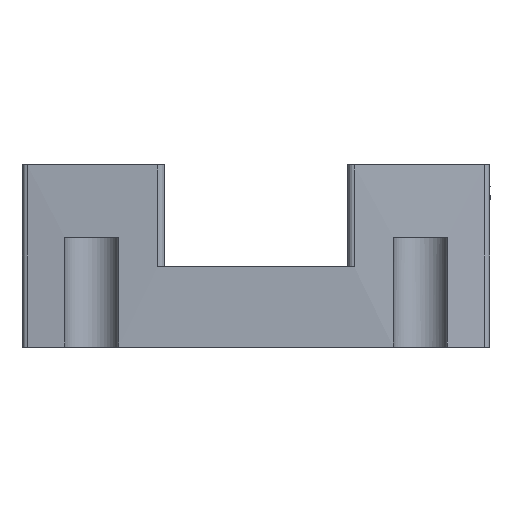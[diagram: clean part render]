
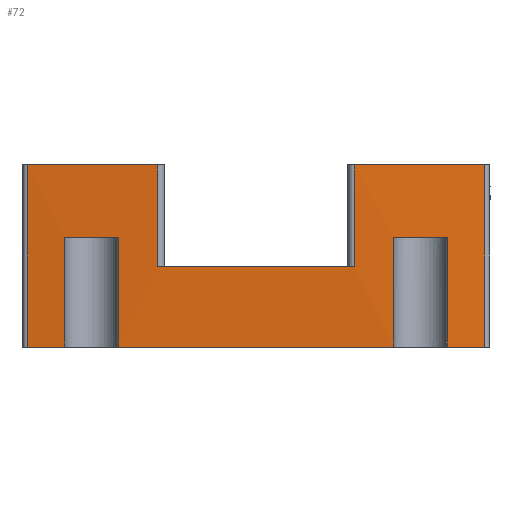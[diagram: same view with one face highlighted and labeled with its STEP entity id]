
A CAD part, left-side view. The second image highlights one B-rep face of the part: STEP entity #72.
In plain terms, the highlighted free-form (B-spline) face has degree [3, 1] with [4, 2] control points.
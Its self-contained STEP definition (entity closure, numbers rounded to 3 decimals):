
#72=ADVANCED_FACE('',(#198),#2087,.T.);
#198=FACE_OUTER_BOUND('',#336,.T.);
#336=EDGE_LOOP('',(#586,#587,#588,#589,#590,#591,#592,#593,#594,#595,#596,
#597,#598,#599,#600,#601));
#586=ORIENTED_EDGE('',*,*,#1238,.T.);
#587=ORIENTED_EDGE('',*,*,#1229,.F.);
#588=ORIENTED_EDGE('',*,*,#1237,.F.);
#589=ORIENTED_EDGE('',*,*,#1186,.T.);
#590=ORIENTED_EDGE('',*,*,#1240,.T.);
#591=ORIENTED_EDGE('',*,*,#1243,.T.);
#592=ORIENTED_EDGE('',*,*,#1239,.T.);
#593=ORIENTED_EDGE('',*,*,#1235,.F.);
#594=ORIENTED_EDGE('',*,*,#1232,.F.);
#595=ORIENTED_EDGE('',*,*,#1242,.T.);
#596=ORIENTED_EDGE('',*,*,#1233,.F.);
#597=ORIENTED_EDGE('',*,*,#1234,.F.);
#598=ORIENTED_EDGE('',*,*,#1231,.T.);
#599=ORIENTED_EDGE('',*,*,#1241,.F.);
#600=ORIENTED_EDGE('',*,*,#1230,.T.);
#601=ORIENTED_EDGE('',*,*,#1236,.F.);
#1186=EDGE_CURVE('',#1883,#1882,#1741,.T.);
#1229=EDGE_CURVE('',#1925,#1926,#1539,.T.);
#1230=EDGE_CURVE('',#1902,#1917,#1763,.T.);
#1231=EDGE_CURVE('',#1918,#1904,#1764,.T.);
#1232=EDGE_CURVE('',#1920,#1919,#1765,.T.);
#1233=EDGE_CURVE('',#1921,#1922,#1766,.T.);
#1234=EDGE_CURVE('',#1918,#1921,#1767,.T.);
#1235=EDGE_CURVE('',#1919,#1923,#1768,.T.);
#1236=EDGE_CURVE('',#1924,#1917,#1769,.T.);
#1237=EDGE_CURVE('',#1883,#1925,#1770,.T.);
#1238=EDGE_CURVE('',#1924,#1926,#1771,.T.);
#1239=EDGE_CURVE('',#1895,#1923,#1772,.T.);
#1240=EDGE_CURVE('',#1882,#1896,#1773,.T.);
#1241=EDGE_CURVE('',#1902,#1904,#1774,.T.);
#1242=EDGE_CURVE('',#1920,#1922,#1775,.T.);
#1243=EDGE_CURVE('',#1896,#1895,#1776,.T.);
#1539=(
BOUNDED_CURVE()
B_SPLINE_CURVE(3,(#3094,#3095,#3096,#3097),.UNSPECIFIED.,.F.,.F.)
B_SPLINE_CURVE_WITH_KNOTS((4,4),(31.529,46.007),
 .UNSPECIFIED.)
CURVE()
GEOMETRIC_REPRESENTATION_ITEM()
RATIONAL_B_SPLINE_CURVE((1.,1.,1.,1.))
REPRESENTATION_ITEM('')
);
#1741=B_SPLINE_CURVE_WITH_KNOTS('',3,(#2963,#2964,#2965,#2966,#2967,#2968,
#2969,#2970,#2971,#2972),.UNSPECIFIED.,.F.,.F.,(4,3,3,4),(15.085,
15.825,36.175,36.915),.UNSPECIFIED.);
#1763=B_SPLINE_CURVE_WITH_KNOTS('',1,(#3098,#3099),.UNSPECIFIED.,.F.,.F.,
(2,2),(77.4,89.6),.UNSPECIFIED.);
#1764=B_SPLINE_CURVE_WITH_KNOTS('',1,(#3100,#3101),.UNSPECIFIED.,.F.,.F.,
(2,2),(-12.2,0.),.UNSPECIFIED.);
#1765=B_SPLINE_CURVE_WITH_KNOTS('',1,(#3102,#3103),.UNSPECIFIED.,.F.,.F.,
(2,2),(0.,12.2),.UNSPECIFIED.);
#1766=B_SPLINE_CURVE_WITH_KNOTS('',1,(#3104,#3105),.UNSPECIFIED.,.F.,.F.,
(2,2),(-12.2,0.),.UNSPECIFIED.);
#1767=B_SPLINE_CURVE_WITH_KNOTS('',3,(#3106,#3107,#3108,#3109),
 .UNSPECIFIED.,.F.,.F.,(4,4),(10.75,41.25),
 .UNSPECIFIED.);
#1768=B_SPLINE_CURVE_WITH_KNOTS('',3,(#3110,#3111,#3112,#3113),
 .UNSPECIFIED.,.F.,.F.,(4,4),(47.25,51.393),
 .UNSPECIFIED.);
#1769=B_SPLINE_CURVE_WITH_KNOTS('',3,(#3114,#3115,#3116,#3117),
 .UNSPECIFIED.,.F.,.F.,(4,4),(0.607,4.75),
 .UNSPECIFIED.);
#1770=B_SPLINE_CURVE_WITH_KNOTS('',1,(#3118,#3119),.UNSPECIFIED.,.F.,.F.,
(2,2),(0.,11.305),.UNSPECIFIED.);
#1771=B_SPLINE_CURVE_WITH_KNOTS('',1,(#3120,#3121),.UNSPECIFIED.,.F.,.F.,
(2,2),(0.,20.23),.UNSPECIFIED.);
#1772=B_SPLINE_CURVE_WITH_KNOTS('',1,(#3122,#3123),.UNSPECIFIED.,.F.,.F.,
(2,2),(0.,20.23),.UNSPECIFIED.);
#1773=B_SPLINE_CURVE_WITH_KNOTS('',1,(#3124,#3125),.UNSPECIFIED.,.F.,.F.,
(2,2),(0.,11.305),.UNSPECIFIED.);
#1774=B_SPLINE_CURVE_WITH_KNOTS('',3,(#3126,#3127,#3128,#3129),
 .UNSPECIFIED.,.F.,.F.,(4,4),(4.75,10.75),.UNSPECIFIED.);
#1775=B_SPLINE_CURVE_WITH_KNOTS('',3,(#3130,#3131,#3132,#3133),
 .UNSPECIFIED.,.F.,.F.,(4,4),(-47.25,-41.25),
 .UNSPECIFIED.);
#1776=B_SPLINE_CURVE_WITH_KNOTS('',3,(#3134,#3135,#3136,#3137),
 .UNSPECIFIED.,.F.,.F.,(4,4),(36.915,51.393),
 .UNSPECIFIED.);
#1882=VERTEX_POINT('',#2797);
#1883=VERTEX_POINT('',#2798);
#1895=VERTEX_POINT('',#2810);
#1896=VERTEX_POINT('',#2811);
#1902=VERTEX_POINT('',#2817);
#1904=VERTEX_POINT('',#2819);
#1917=VERTEX_POINT('',#2832);
#1918=VERTEX_POINT('',#2833);
#1919=VERTEX_POINT('',#2834);
#1920=VERTEX_POINT('',#2835);
#1921=VERTEX_POINT('',#2836);
#1922=VERTEX_POINT('',#2837);
#1923=VERTEX_POINT('',#2838);
#1924=VERTEX_POINT('',#2839);
#1925=VERTEX_POINT('',#2840);
#1926=VERTEX_POINT('',#2841);
#2087=B_SPLINE_SURFACE_WITH_KNOTS('',3,1,((#2374,#2375),(#2376,#2377),(#2378,
#2379),(#2380,#2381)),.UNSPECIFIED.,.F.,.F.,.F.,(4,4),(2,2),(0.,52.),
(0.,96.118),.UNSPECIFIED.);
#2374=CARTESIAN_POINT('',(186.768,-57.96,-51.275));
#2375=CARTESIAN_POINT('',(186.768,-57.96,-147.393));
#2376=CARTESIAN_POINT('',(184.377,-40.626,-51.275));
#2377=CARTESIAN_POINT('',(184.377,-40.626,-147.393));
#2378=CARTESIAN_POINT('',(184.377,-23.293,-51.275));
#2379=CARTESIAN_POINT('',(184.377,-23.293,-147.393));
#2380=CARTESIAN_POINT('',(186.768,-5.96,-51.275));
#2381=CARTESIAN_POINT('',(186.768,-5.96,-147.393));
#2797=CARTESIAN_POINT('',(185.291,-21.044,-131.95));
#2798=CARTESIAN_POINT('',(185.291,-42.875,-131.95));
#2810=CARTESIAN_POINT('',(186.685,-6.566,-120.645));
#2811=CARTESIAN_POINT('',(185.291,-21.044,-120.645));
#2817=CARTESIAN_POINT('',(186.173,-53.21,-128.675));
#2819=CARTESIAN_POINT('',(185.592,-47.21,-128.675));
#2832=CARTESIAN_POINT('',(186.173,-53.21,-140.875));
#2833=CARTESIAN_POINT('',(185.592,-47.21,-140.875));
#2834=CARTESIAN_POINT('',(186.173,-10.71,-140.875));
#2835=CARTESIAN_POINT('',(186.173,-10.71,-128.675));
#2836=CARTESIAN_POINT('',(185.592,-16.71,-140.875));
#2837=CARTESIAN_POINT('',(185.592,-16.71,-128.675));
#2838=CARTESIAN_POINT('',(186.685,-6.566,-140.875));
#2839=CARTESIAN_POINT('',(186.685,-57.353,-140.875));
#2840=CARTESIAN_POINT('',(185.291,-42.875,-120.645));
#2841=CARTESIAN_POINT('',(186.685,-57.353,-120.645));
#2963=CARTESIAN_POINT('',(185.291,-42.875,-131.95));
#2964=CARTESIAN_POINT('',(185.277,-42.628,-131.95));
#2965=CARTESIAN_POINT('',(185.263,-42.382,-131.95));
#2966=CARTESIAN_POINT('',(185.25,-42.135,-131.95));
#2967=CARTESIAN_POINT('',(184.883,-35.351,-131.95));
#2968=CARTESIAN_POINT('',(184.883,-28.568,-131.95));
#2969=CARTESIAN_POINT('',(185.25,-21.785,-131.95));
#2970=CARTESIAN_POINT('',(185.263,-21.538,-131.95));
#2971=CARTESIAN_POINT('',(185.277,-21.291,-131.95));
#2972=CARTESIAN_POINT('',(185.291,-21.044,-131.95));
#3094=CARTESIAN_POINT('',(185.291,-42.875,-120.645));
#3095=CARTESIAN_POINT('',(185.57,-47.701,-120.645));
#3096=CARTESIAN_POINT('',(186.035,-52.527,-120.645));
#3097=CARTESIAN_POINT('',(186.685,-57.353,-120.645));
#3098=CARTESIAN_POINT('',(186.173,-53.21,-128.675));
#3099=CARTESIAN_POINT('',(186.173,-53.21,-140.875));
#3100=CARTESIAN_POINT('',(185.592,-47.21,-140.875));
#3101=CARTESIAN_POINT('',(185.592,-47.21,-128.675));
#3102=CARTESIAN_POINT('',(186.173,-10.71,-128.675));
#3103=CARTESIAN_POINT('',(186.173,-10.71,-140.875));
#3104=CARTESIAN_POINT('',(185.592,-16.71,-140.875));
#3105=CARTESIAN_POINT('',(185.592,-16.71,-128.675));
#3106=CARTESIAN_POINT('',(185.592,-47.21,-140.875));
#3107=CARTESIAN_POINT('',(184.769,-37.043,-140.875));
#3108=CARTESIAN_POINT('',(184.769,-26.876,-140.875));
#3109=CARTESIAN_POINT('',(185.592,-16.71,-140.875));
#3110=CARTESIAN_POINT('',(186.173,-10.71,-140.875));
#3111=CARTESIAN_POINT('',(186.328,-9.329,-140.875));
#3112=CARTESIAN_POINT('',(186.499,-7.947,-140.875));
#3113=CARTESIAN_POINT('',(186.685,-6.566,-140.875));
#3114=CARTESIAN_POINT('',(186.685,-57.353,-140.875));
#3115=CARTESIAN_POINT('',(186.499,-55.972,-140.875));
#3116=CARTESIAN_POINT('',(186.328,-54.591,-140.875));
#3117=CARTESIAN_POINT('',(186.173,-53.21,-140.875));
#3118=CARTESIAN_POINT('',(185.291,-42.875,-131.95));
#3119=CARTESIAN_POINT('',(185.291,-42.875,-120.645));
#3120=CARTESIAN_POINT('',(186.685,-57.353,-140.875));
#3121=CARTESIAN_POINT('',(186.685,-57.353,-120.645));
#3122=CARTESIAN_POINT('',(186.685,-6.566,-120.645));
#3123=CARTESIAN_POINT('',(186.685,-6.566,-140.875));
#3124=CARTESIAN_POINT('',(185.291,-21.044,-131.95));
#3125=CARTESIAN_POINT('',(185.291,-21.044,-120.645));
#3126=CARTESIAN_POINT('',(186.173,-53.21,-128.675));
#3127=CARTESIAN_POINT('',(185.947,-51.21,-128.675));
#3128=CARTESIAN_POINT('',(185.754,-49.21,-128.675));
#3129=CARTESIAN_POINT('',(185.592,-47.21,-128.675));
#3130=CARTESIAN_POINT('',(186.173,-10.71,-128.675));
#3131=CARTESIAN_POINT('',(185.947,-12.71,-128.675));
#3132=CARTESIAN_POINT('',(185.754,-14.71,-128.675));
#3133=CARTESIAN_POINT('',(185.592,-16.71,-128.675));
#3134=CARTESIAN_POINT('',(185.291,-21.044,-120.645));
#3135=CARTESIAN_POINT('',(185.57,-16.218,-120.645));
#3136=CARTESIAN_POINT('',(186.035,-11.392,-120.645));
#3137=CARTESIAN_POINT('',(186.685,-6.566,-120.645));
